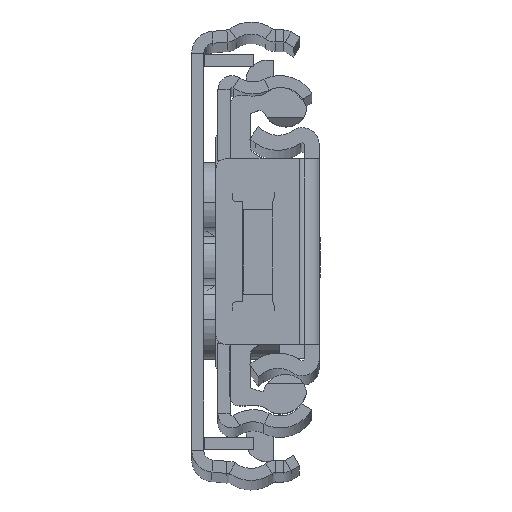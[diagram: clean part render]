
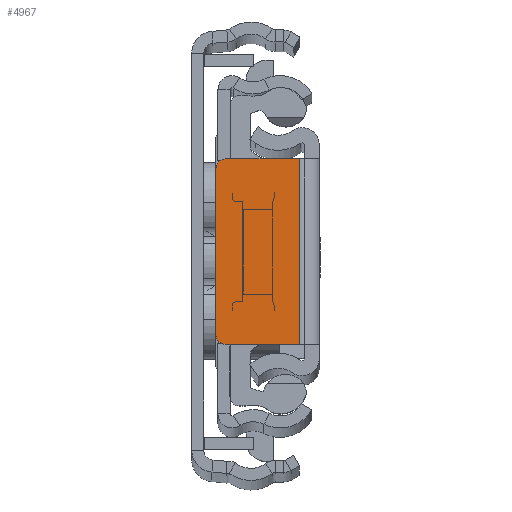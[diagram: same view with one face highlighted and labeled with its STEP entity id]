
A CAD part, top view. The second image highlights one B-rep face of the part: STEP entity #4967.
In plain terms, the highlighted planar face has unit normal (0, 0, 1).
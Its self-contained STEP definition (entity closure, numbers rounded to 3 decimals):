
#42 = DIRECTION ( 'NONE',  ( -1., 0., 0. ) ) ;
#133 = FACE_OUTER_BOUND ( 'NONE', #1710, .T. ) ;
#167 = VERTEX_POINT ( 'NONE', #10842 ) ;
#264 = VERTEX_POINT ( 'NONE', #11756 ) ;
#908 = DIRECTION ( 'NONE',  ( 0., -1., 0. ) ) ;
#1710 = EDGE_LOOP ( 'NONE', ( #10522, #2119, #16156, #21174, #17097, #20063 ) ) ;
#2119 = ORIENTED_EDGE ( 'NONE', *, *, #3995, .T. ) ;
#2600 = VERTEX_POINT ( 'NONE', #21479 ) ;
#3061 = DIRECTION ( 'NONE',  ( -1., 0., 0. ) ) ;
#3184 = LINE ( 'NONE', #21950, #16344 ) ;
#3460 = PLANE ( 'NONE',  #14720 ) ;
#3916 = CARTESIAN_POINT ( 'NONE',  ( -10.3, 8.25, 0. ) ) ;
#3995 = EDGE_CURVE ( 'NONE', #167, #20445, #17785, .T. ) ;
#4405 = DIRECTION ( 'NONE',  ( -1., 0., 0. ) ) ;
#4967 = ADVANCED_FACE ( 'NONE', ( #133 ), #3460, .F. ) ;
#5848 = VECTOR ( 'NONE', #4405, 1000. ) ;
#6072 = EDGE_CURVE ( 'NONE', #8436, #167, #19026, .T. ) ;
#6329 = VECTOR ( 'NONE', #10733, 1000. ) ;
#6608 = CARTESIAN_POINT ( 'NONE',  ( -9.3, -8.25, 0. ) ) ;
#7011 = CARTESIAN_POINT ( 'NONE',  ( -9.3, 8.25, 0. ) ) ;
#7888 = EDGE_CURVE ( 'NONE', #20445, #264, #3184, .T. ) ;
#7922 = CARTESIAN_POINT ( 'NONE',  ( -9.3, -9.25, 0. ) ) ;
#8041 = AXIS2_PLACEMENT_3D ( 'NONE', #7011, #18939, #42 ) ;
#8436 = VERTEX_POINT ( 'NONE', #3916 ) ;
#9004 = EDGE_CURVE ( 'NONE', #2600, #264, #10027, .T. ) ;
#9902 = DIRECTION ( 'NONE',  ( 0., 0., 1. ) ) ;
#10027 = LINE ( 'NONE', #16936, #13759 ) ;
#10522 = ORIENTED_EDGE ( 'NONE', *, *, #6072, .T. ) ;
#10733 = DIRECTION ( 'NONE',  ( 0., -1., 0. ) ) ;
#10842 = CARTESIAN_POINT ( 'NONE',  ( -10.3, -8.25, 0. ) ) ;
#11320 = CIRCLE ( 'NONE', #8041, 1. ) ;
#11756 = CARTESIAN_POINT ( 'NONE',  ( -2., -9.25, 0. ) ) ;
#12008 = DIRECTION ( 'NONE',  ( -1., 0., 0. ) ) ;
#13037 = LINE ( 'NONE', #18365, #5848 ) ;
#13759 = VECTOR ( 'NONE', #908, 1000. ) ;
#13760 = CARTESIAN_POINT ( 'NONE',  ( -9.3, 9.25, 0. ) ) ;
#14126 = CARTESIAN_POINT ( 'NONE',  ( -10.3, 0., 0. ) ) ;
#14720 = AXIS2_PLACEMENT_3D ( 'NONE', #20620, #19030, #12008 ) ;
#15969 = AXIS2_PLACEMENT_3D ( 'NONE', #6608, #9902, #3061 ) ;
#16156 = ORIENTED_EDGE ( 'NONE', *, *, #7888, .T. ) ;
#16344 = VECTOR ( 'NONE', #16813, 1000. ) ;
#16813 = DIRECTION ( 'NONE',  ( 1., 0., 0. ) ) ;
#16936 = CARTESIAN_POINT ( 'NONE',  ( -2., -9.25, 0. ) ) ;
#17097 = ORIENTED_EDGE ( 'NONE', *, *, #17522, .T. ) ;
#17522 = EDGE_CURVE ( 'NONE', #2600, #19178, #13037, .T. ) ;
#17785 = CIRCLE ( 'NONE', #15969, 1. ) ;
#18365 = CARTESIAN_POINT ( 'NONE',  ( 0., 9.25, 0. ) ) ;
#18939 = DIRECTION ( 'NONE',  ( 0., 0., 1. ) ) ;
#19026 = LINE ( 'NONE', #14126, #6329 ) ;
#19030 = DIRECTION ( 'NONE',  ( 0., 0., -1. ) ) ;
#19178 = VERTEX_POINT ( 'NONE', #13760 ) ;
#20063 = ORIENTED_EDGE ( 'NONE', *, *, #20553, .T. ) ;
#20445 = VERTEX_POINT ( 'NONE', #7922 ) ;
#20553 = EDGE_CURVE ( 'NONE', #19178, #8436, #11320, .T. ) ;
#20620 = CARTESIAN_POINT ( 'NONE',  ( 0., 0., 0. ) ) ;
#21174 = ORIENTED_EDGE ( 'NONE', *, *, #9004, .F. ) ;
#21479 = CARTESIAN_POINT ( 'NONE',  ( -2., 9.25, 0. ) ) ;
#21950 = CARTESIAN_POINT ( 'NONE',  ( 0., -9.25, 0. ) ) ;
